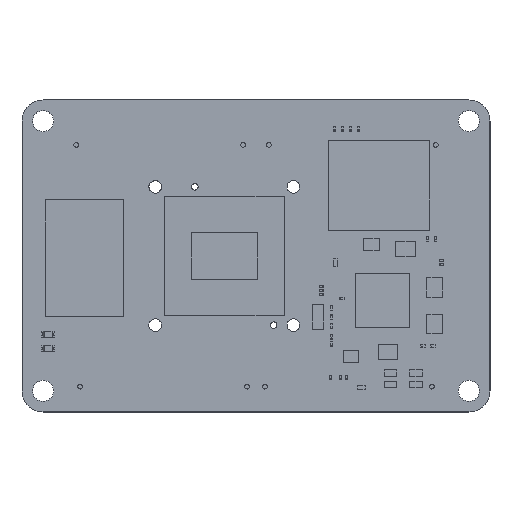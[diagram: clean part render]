
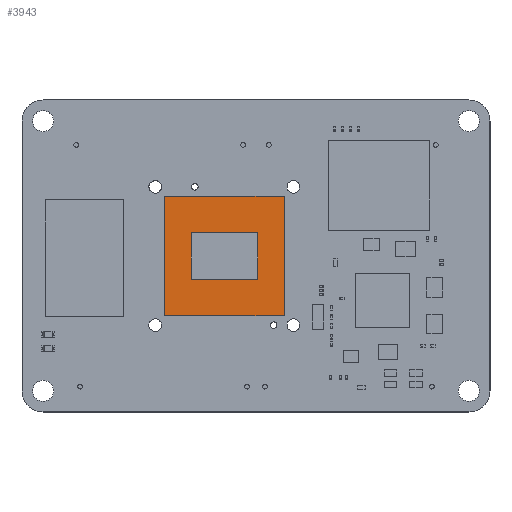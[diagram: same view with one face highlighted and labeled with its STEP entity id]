
A CAD part, top view. The second image highlights one B-rep face of the part: STEP entity #3943.
In plain terms, the highlighted face is planar.
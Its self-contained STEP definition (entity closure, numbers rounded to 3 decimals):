
#3754=DIRECTION('',(0.,0.,1.));
#3755=VECTOR('',#3754,15.3);
#3756=CARTESIAN_POINT('',(-7.65,1.,-7.65));
#3757=LINE('',#3756,#3755);
#3758=DIRECTION('',(-1.,0.,0.));
#3759=VECTOR('',#3758,15.3);
#3760=CARTESIAN_POINT('',(7.65,1.,-7.65));
#3761=LINE('',#3760,#3759);
#3762=DIRECTION('',(0.,0.,-1.));
#3763=VECTOR('',#3762,15.3);
#3764=CARTESIAN_POINT('',(7.65,1.,7.65));
#3765=LINE('',#3764,#3763);
#3766=DIRECTION('',(1.,0.,0.));
#3767=VECTOR('',#3766,15.3);
#3768=CARTESIAN_POINT('',(-7.65,1.,7.65));
#3769=LINE('',#3768,#3767);
#3770=DIRECTION('',(0.,0.,1.));
#3771=VECTOR('',#3770,8.5);
#3772=CARTESIAN_POINT('',(-3.,1.,-4.25));
#3773=LINE('',#3772,#3771);
#3774=DIRECTION('',(1.,0.,0.));
#3775=VECTOR('',#3774,6.);
#3776=CARTESIAN_POINT('',(-3.,1.,4.25));
#3777=LINE('',#3776,#3775);
#3778=DIRECTION('',(0.,0.,-1.));
#3779=VECTOR('',#3778,8.5);
#3780=CARTESIAN_POINT('',(3.,1.,4.25));
#3781=LINE('',#3780,#3779);
#3782=DIRECTION('',(-1.,0.,0.));
#3783=VECTOR('',#3782,6.);
#3784=CARTESIAN_POINT('',(3.,1.,-4.25));
#3785=LINE('',#3784,#3783);
#3826=CARTESIAN_POINT('',(-7.65,1.,-7.65));
#3827=CARTESIAN_POINT('',(-7.65,1.,7.65));
#3828=VERTEX_POINT('',#3826);
#3829=VERTEX_POINT('',#3827);
#3830=CARTESIAN_POINT('',(7.65,1.,7.65));
#3831=VERTEX_POINT('',#3830);
#3832=CARTESIAN_POINT('',(7.65,1.,-7.65));
#3833=VERTEX_POINT('',#3832);
#3842=CARTESIAN_POINT('',(-3.,1.,-4.25));
#3843=CARTESIAN_POINT('',(-3.,1.,4.25));
#3844=VERTEX_POINT('',#3842);
#3845=VERTEX_POINT('',#3843);
#3846=CARTESIAN_POINT('',(3.,1.,4.25));
#3847=VERTEX_POINT('',#3846);
#3848=CARTESIAN_POINT('',(3.,1.,-4.25));
#3849=VERTEX_POINT('',#3848);
#3922=CARTESIAN_POINT('',(0.,1.,0.));
#3923=DIRECTION('',(0.,1.,0.));
#3924=DIRECTION('',(1.,0.,0.));
#3925=AXIS2_PLACEMENT_3D('',#3922,#3923,#3924);
#3926=PLANE('',#3925);
#3927=ORIENTED_EDGE('',*,*,#3874,.F.);
#3928=ORIENTED_EDGE('',*,*,#3889,.F.);
#3929=ORIENTED_EDGE('',*,*,#3903,.F.);
#3930=ORIENTED_EDGE('',*,*,#3916,.F.);
#3931=EDGE_LOOP('',(#3927,#3928,#3929,#3930));
#3932=FACE_OUTER_BOUND('',#3931,.F.);
#3934=ORIENTED_EDGE('',*,*,#3933,.T.);
#3936=ORIENTED_EDGE('',*,*,#3935,.T.);
#3938=ORIENTED_EDGE('',*,*,#3937,.T.);
#3940=ORIENTED_EDGE('',*,*,#3939,.T.);
#3941=EDGE_LOOP('',(#3934,#3936,#3938,#3940));
#3942=FACE_BOUND('',#3941,.F.);
#3943=ADVANCED_FACE('',(#3932,#3942),#3926,.T.);
#3874=EDGE_CURVE('',#3828,#3829,#3757,.T.);
#3889=EDGE_CURVE('',#3833,#3828,#3761,.T.);
#3903=EDGE_CURVE('',#3831,#3833,#3765,.T.);
#3916=EDGE_CURVE('',#3829,#3831,#3769,.T.);
#3933=EDGE_CURVE('',#3844,#3845,#3773,.T.);
#3935=EDGE_CURVE('',#3845,#3847,#3777,.T.);
#3937=EDGE_CURVE('',#3847,#3849,#3781,.T.);
#3939=EDGE_CURVE('',#3849,#3844,#3785,.T.);
